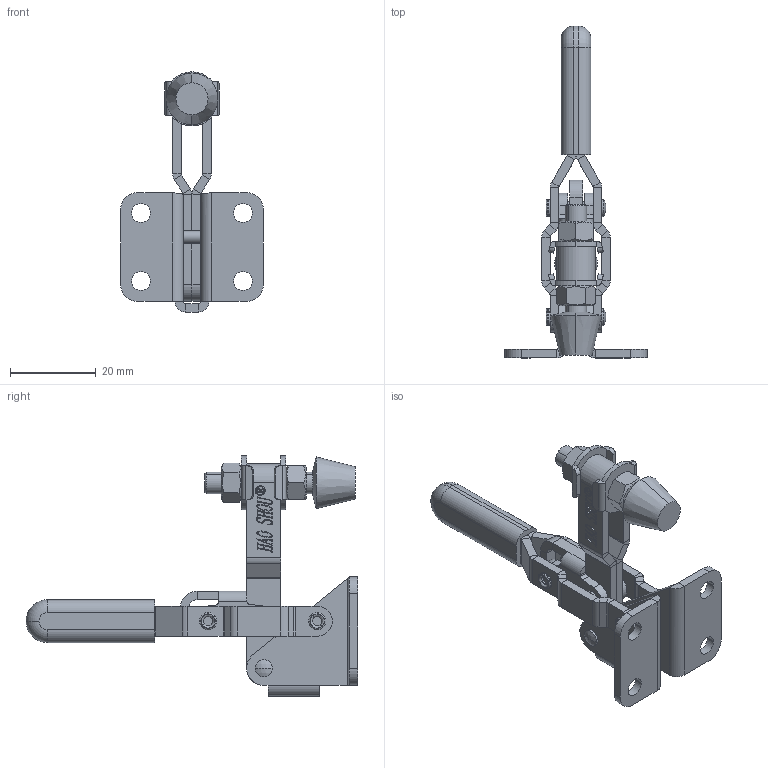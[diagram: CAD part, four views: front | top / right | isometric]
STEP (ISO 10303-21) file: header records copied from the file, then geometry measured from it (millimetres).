
FILE_DESCRIPTION (( 'STEP AP203' ), '1' );
FILE_NAME ('HS-101-A.STEP', '2019-10-14T00:14:59', ( '微软用户' ), ( '微软中国' ), 'SwSTEP 2.0', 'SolidWorks 2012', '' );
FILE_SCHEMA (( 'CONFIG_CONTROL_DESIGN' ));
Length unit declared in the file: millimetre
Products named in the file (12): HS-101-A; 忒參杶; hex nuts, style 1-grades ab gb_GB_FASTENER_NUT_SNAB1 M5-N; FW-100; 101-A揤參; hexagon head bolts-full thread gb_GB_FASTENER_BOLT_STBAB A M5X30-C; 酗种; 揤輸; 忒梟; 蟀裝; 傻种; 楊擘菁釱
Assembly tree (16 placements, depth 2):
  HS-101-A
    楊擘菁釱
    傻种  x2
    蟀裝
    忒梟  x2
    揤輸
    酗种  x2
    hexagon head bolts-full thread gb_GB_FASTENER_BOLT_STBAB A M5X30-C
    101-A揤參
    FW-100  x2
    hex nuts, style 1-grades ab gb_GB_FASTENER_NUT_SNAB1 M5-N  x2
    忒參杶
Bounding box: 33.3 x 77.5 x 56.1 mm (x, y, z)
Volume: 10653.4 mm3; surface area: 13685.6 mm2
Topology: 16 solids, 16 shells, 830 faces, 2035 edges, 1268 vertices
Faces by surface type: plane 465, cylinder 188, bspline 117, cone 30, torus 22, sphere 8
Entity records: 27374 total; most frequent: CARTESIAN_POINT 9798, ORIENTED_EDGE 3502, DIRECTION 3027, EDGE_CURVE 1751, LINE 1141, VECTOR 1141, VERTEX_POINT 1105, AXIS2_PLACEMENT_3D 943
